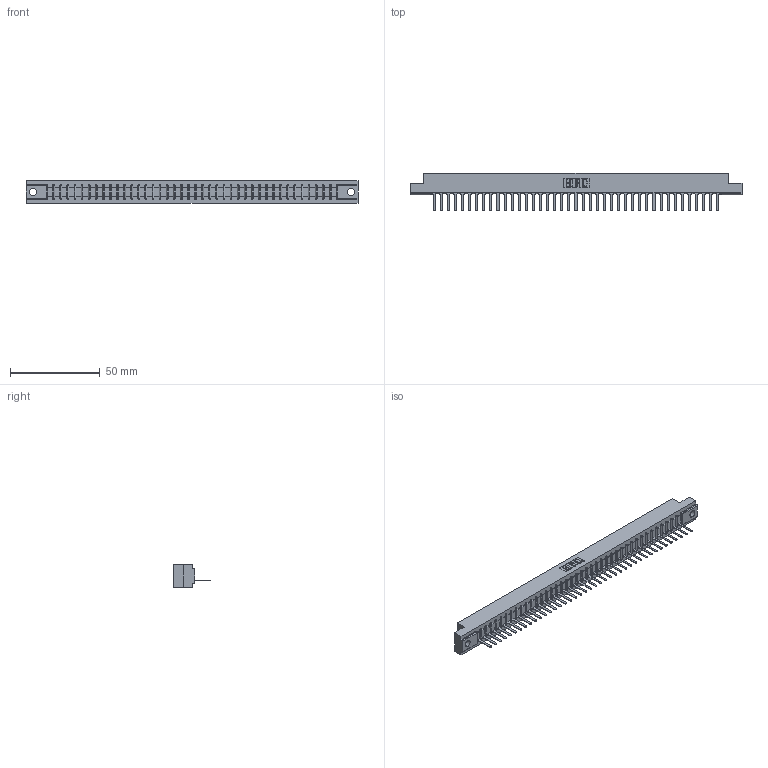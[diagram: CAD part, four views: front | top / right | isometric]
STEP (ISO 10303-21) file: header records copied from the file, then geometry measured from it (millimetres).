
FILE_DESCRIPTION (( 'STEP AP203' ), '1' );
FILE_NAME ('307-041-527-104.STEP', '2019-09-04T06:59:57', ( '' ), ( '' ), 'SwSTEP 2.0', 'SolidWorks 2016', '' );
FILE_SCHEMA (( 'CONFIG_CONTROL_DESIGN' ));
Length unit declared in the file: inch
Products named in the file (3): 307-041-527-104; 307-290-001_527; 307 Part_.156 Dia Mounting Holes
Assembly tree (42 placements, depth 2):
  307-041-527-104
    307 Part_.156 Dia Mounting Holes
    307-290-001_527  x41
Bounding box: 185.47 x 21.11 x 12.7 mm (x, y, z)
Volume: 19168.9 mm3; surface area: 20242 mm2
Topology: 42 solids, 42 shells, 2470 faces, 7001 edges, 4498 vertices
Faces by surface type: plane 1601, cylinder 785, sphere 84
Entity records: 35658 total; most frequent: CARTESIAN_POINT 6010, ORIENTED_EDGE 5994, DIRECTION 5837, EDGE_CURVE 2997, LINE 2307, VECTOR 2307, VERTEX_POINT 1938, AXIS2_PLACEMENT_3D 1765
